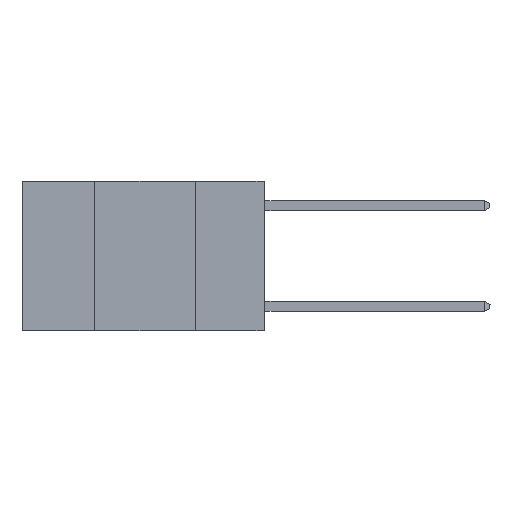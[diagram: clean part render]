
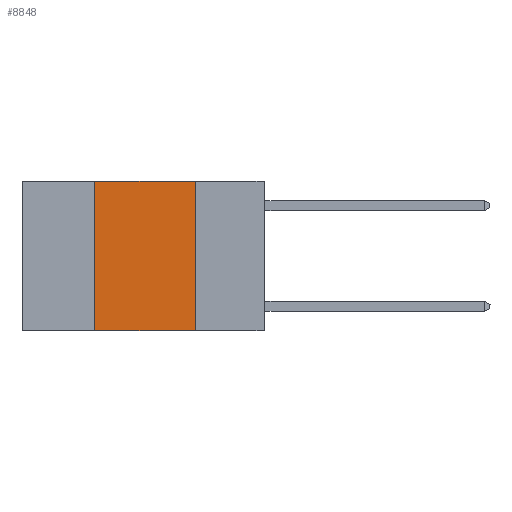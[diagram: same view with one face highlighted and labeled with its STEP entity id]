
A CAD part, left-side view. The second image highlights one B-rep face of the part: STEP entity #8848.
In plain terms, the highlighted planar face has unit normal (-1, 0, 0).
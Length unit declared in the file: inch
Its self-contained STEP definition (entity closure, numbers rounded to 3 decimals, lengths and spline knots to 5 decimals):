
#555 = AXIS2_PLACEMENT_3D ( 'NONE', #28731, #10985, #11303 ) ;
#844 = DIRECTION ( 'NONE',  ( 0., 0., 1. ) ) ;
#1344 = ORIENTED_EDGE ( 'NONE', *, *, #13560, .F. ) ;
#4623 = VECTOR ( 'NONE', #11509, 39.37008 ) ;
#5237 = CARTESIAN_POINT ( 'NONE',  ( 0., 0.6, 0. ) ) ;
#5937 = CARTESIAN_POINT ( 'NONE',  ( 0., 0.42, -0.37 ) ) ;
#6439 = ORIENTED_EDGE ( 'NONE', *, *, #24085, .F. ) ;
#7534 = VECTOR ( 'NONE', #17473, 39.37008 ) ;
#8694 = PLANE ( 'NONE',  #555 ) ;
#8848 = ADVANCED_FACE ( 'NONE', ( #30992 ), #8694, .F. ) ;
#9067 = CARTESIAN_POINT ( 'NONE',  ( 0., 0.17, 0. ) ) ;
#9399 = VECTOR ( 'NONE', #844, 39.37008 ) ;
#9923 = CARTESIAN_POINT ( 'NONE',  ( 0., 0.17, -0.37 ) ) ;
#10186 = CARTESIAN_POINT ( 'NONE',  ( 0., 0.6, -0.37 ) ) ;
#10985 = DIRECTION ( 'NONE',  ( 1., 0., 0. ) ) ;
#11034 = CARTESIAN_POINT ( 'NONE',  ( 0., 0.42, 0. ) ) ;
#11270 = CARTESIAN_POINT ( 'NONE',  ( 0., 0.42, 0. ) ) ;
#11303 = DIRECTION ( 'NONE',  ( 0., 0., -1. ) ) ;
#11363 = ORIENTED_EDGE ( 'NONE', *, *, #28017, .F. ) ;
#11509 = DIRECTION ( 'NONE',  ( 0., 0., -1. ) ) ;
#11750 = VERTEX_POINT ( 'NONE', #9067 ) ;
#12300 = DIRECTION ( 'NONE',  ( 0., -1., 0. ) ) ;
#12464 = LINE ( 'NONE', #10186, #15437 ) ;
#13560 = EDGE_CURVE ( 'NONE', #28942, #11750, #29345, .T. ) ;
#15437 = VECTOR ( 'NONE', #12300, 39.37008 ) ;
#15917 = ORIENTED_EDGE ( 'NONE', *, *, #20766, .T. ) ;
#16020 = LINE ( 'NONE', #11270, #9399 ) ;
#17473 = DIRECTION ( 'NONE',  ( 0., -1., 0. ) ) ;
#18724 = VERTEX_POINT ( 'NONE', #9923 ) ;
#19006 = LINE ( 'NONE', #23751, #4623 ) ;
#20766 = EDGE_CURVE ( 'NONE', #30131, #18724, #12464, .T. ) ;
#23751 = CARTESIAN_POINT ( 'NONE',  ( 0., 0.17, 0. ) ) ;
#24085 = EDGE_CURVE ( 'NONE', #11750, #18724, #19006, .T. ) ;
#28017 = EDGE_CURVE ( 'NONE', #30131, #28942, #16020, .T. ) ;
#28731 = CARTESIAN_POINT ( 'NONE',  ( 0., 0.6, 0. ) ) ;
#28942 = VERTEX_POINT ( 'NONE', #11034 ) ;
#29345 = LINE ( 'NONE', #5237, #7534 ) ;
#29594 = EDGE_LOOP ( 'NONE', ( #6439, #1344, #11363, #15917 ) ) ;
#30131 = VERTEX_POINT ( 'NONE', #5937 ) ;
#30992 = FACE_OUTER_BOUND ( 'NONE', #29594, .T. ) ;
